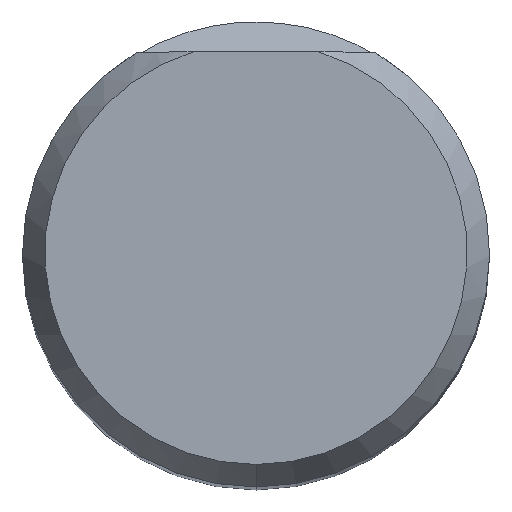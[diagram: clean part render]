
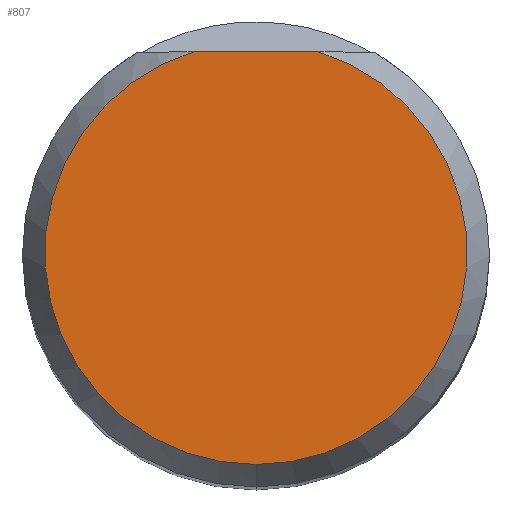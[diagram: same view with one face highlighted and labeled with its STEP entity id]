
A CAD part, top view. The second image highlights one B-rep face of the part: STEP entity #807.
In plain terms, the highlighted planar face has unit normal (0, 0, 1).
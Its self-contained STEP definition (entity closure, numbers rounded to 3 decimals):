
#457=EDGE_CURVE('',#737,#767,#1055,.T.);
#697=EDGE_CURVE('',#737,#759,#1316,.T.);
#737=VERTEX_POINT('',#1360);
#759=VERTEX_POINT('',#1384);
#767=VERTEX_POINT('',#1392);
#807=ADVANCED_FACE('',(#1437),#1438,.T.);
#875=EDGE_CURVE('',#759,#767,#1515,.T.);
#1055=LINE('',#3213,#3214);
#1316=CIRCLE('',#7024,5.423);
#1360=CARTESIAN_POINT('',(1.585,5.186,0.0));
#1384=CARTESIAN_POINT('',(0.,-5.423,0.0));
#1392=CARTESIAN_POINT('',(-1.585,5.186,0.0));
#1437=FACE_OUTER_BOUND('',#8329,.T.);
#1438=PLANE('',#8330);
#1515=CIRCLE('',#9116,5.423);
#3213=CARTESIAN_POINT('',(-3.0,5.186,0.0));
#3214=VECTOR('',#9273,1.0);
#7024=AXIS2_PLACEMENT_3D('',#9508,#9509,#9510);
#8329=EDGE_LOOP('',(#9643,#9644,#9645));
#8330=AXIS2_PLACEMENT_3D('',#9646,#9647,#9648);
#9116=AXIS2_PLACEMENT_3D('',#9764,#9765,#9766);
#9273=DIRECTION('',(-1.0,0.0,0.0));
#9508=CARTESIAN_POINT('',(0.0,0.0,0.0));
#9509=DIRECTION('',(0.0,0.0,-1.0));
#9510=DIRECTION('',(0.0,1.0,0.0));
#9643=ORIENTED_EDGE('',*,*,#457,.T.);
#9644=ORIENTED_EDGE('',*,*,#875,.F.);
#9645=ORIENTED_EDGE('',*,*,#697,.F.);
#9646=CARTESIAN_POINT('',(0.0,2.711,0.0));
#9647=DIRECTION('',(-0.0,0.0,1.0));
#9648=DIRECTION('',(0.0,-1.0,0.0));
#9764=CARTESIAN_POINT('',(0.0,0.0,0.0));
#9765=DIRECTION('',(0.0,0.0,-1.0));
#9766=DIRECTION('',(0.0,1.0,0.0));
